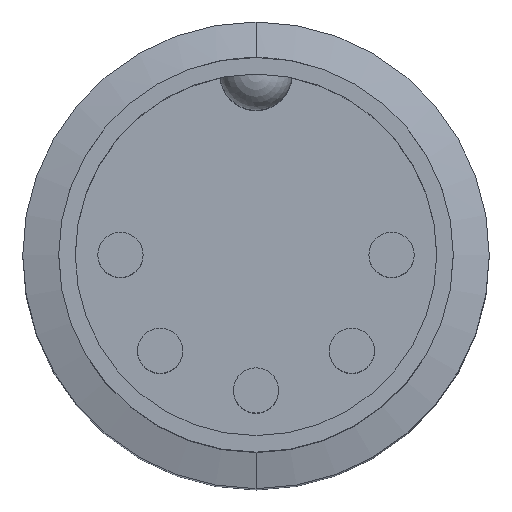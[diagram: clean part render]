
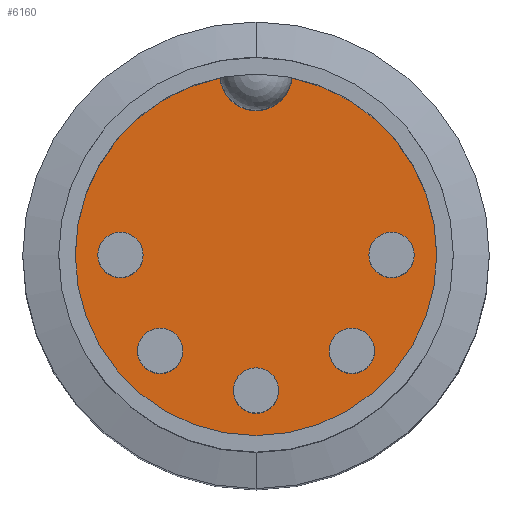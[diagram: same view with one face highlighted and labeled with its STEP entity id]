
A CAD part, top view. The second image highlights one B-rep face of the part: STEP entity #6160.
In plain terms, the highlighted planar face has unit normal (0, 0, 1).
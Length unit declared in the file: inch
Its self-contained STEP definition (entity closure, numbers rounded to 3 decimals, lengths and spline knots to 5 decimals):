
#37 = DIRECTION ( 'NONE',  ( 1., 0., 0. ) ) ;
#38 = DIRECTION ( 'NONE',  ( 1., 0., 0. ) ) ;
#54 = CIRCLE ( 'NONE', #6009, 0.23622 ) ;
#82 = EDGE_CURVE ( 'NONE', #3405, #4533, #3165, .T. ) ;
#105 = CARTESIAN_POINT ( 'NONE',  ( 0., 0.30492, -0.35394 ) ) ;
#133 = DIRECTION ( 'NONE',  ( 0., 0., 1. ) ) ;
#169 = CARTESIAN_POINT ( 'NONE',  ( 0., 0., -0.35394 ) ) ;
#172 = CARTESIAN_POINT ( 'NONE',  ( -0.14764, 0., -0.35394 ) ) ;
#222 = EDGE_LOOP ( 'NONE', ( #265, #603 ) ) ;
#265 = ORIENTED_EDGE ( 'NONE', *, *, #82, .F. ) ;
#353 = EDGE_CURVE ( 'NONE', #1657, #1523, #4319, .T. ) ;
#528 = VERTEX_POINT ( 'NONE', #6166 ) ;
#529 = CARTESIAN_POINT ( 'NONE',  ( 0., 0.23622, -0.35394 ) ) ;
#603 = ORIENTED_EDGE ( 'NONE', *, *, #2996, .F. ) ;
#645 = DIRECTION ( 'NONE',  ( 0., 0., 1. ) ) ;
#657 = DIRECTION ( 'NONE',  ( 0., 0., 1. ) ) ;
#685 = DIRECTION ( 'NONE',  ( 1., 0., 0. ) ) ;
#697 = ORIENTED_EDGE ( 'NONE', *, *, #6306, .T. ) ;
#768 = VERTEX_POINT ( 'NONE', #1024 ) ;
#786 = ORIENTED_EDGE ( 'NONE', *, *, #3402, .F. ) ;
#895 = AXIS2_PLACEMENT_3D ( 'NONE', #169, #133, #5146 ) ;
#919 = AXIS2_PLACEMENT_3D ( 'NONE', #5748, #6841, #1278 ) ;
#1024 = CARTESIAN_POINT ( 'NONE',  ( -0.09575, -0.12527, -0.35394 ) ) ;
#1027 = EDGE_LOOP ( 'NONE', ( #786, #5806 ) ) ;
#1161 = DIRECTION ( 'NONE',  ( 0., -1., 0. ) ) ;
#1190 = DIRECTION ( 'NONE',  ( 0., 0., 1. ) ) ;
#1263 = DIRECTION ( 'NONE',  ( 1., 0., 0. ) ) ;
#1266 = DIRECTION ( 'NONE',  ( 1., 0., 0. ) ) ;
#1278 = DIRECTION ( 'NONE',  ( 1., 0., 0. ) ) ;
#1378 = CARTESIAN_POINT ( 'NONE',  ( -0.02953, -0.17717, -0.35394 ) ) ;
#1424 = DIRECTION ( 'NONE',  ( 0., 0., 1. ) ) ;
#1523 = VERTEX_POINT ( 'NONE', #6837 ) ;
#1576 = VERTEX_POINT ( 'NONE', #4026 ) ;
#1627 = FACE_BOUND ( 'NONE', #6849, .T. ) ;
#1657 = VERTEX_POINT ( 'NONE', #4973 ) ;
#1704 = PLANE ( 'NONE',  #5934 ) ;
#1729 = VERTEX_POINT ( 'NONE', #6176 ) ;
#1753 = CARTESIAN_POINT ( 'NONE',  ( 0., 0., -0.35394 ) ) ;
#1777 = EDGE_CURVE ( 'NONE', #2904, #5609, #4102, .T. ) ;
#1884 = CARTESIAN_POINT ( 'NONE',  ( 0., 0., -0.35394 ) ) ;
#1912 = EDGE_CURVE ( 'NONE', #5609, #2904, #2732, .T. ) ;
#2022 = CIRCLE ( 'NONE', #2043, 0.02953 ) ;
#2043 = AXIS2_PLACEMENT_3D ( 'NONE', #4502, #4613, #3999 ) ;
#2052 = EDGE_CURVE ( 'NONE', #6661, #1729, #5517, .T. ) ;
#2253 = AXIS2_PLACEMENT_3D ( 'NONE', #2811, #4451, #37 ) ;
#2276 = ORIENTED_EDGE ( 'NONE', *, *, #3711, .F. ) ;
#2296 = CIRCLE ( 'NONE', #6955, 0.04724 ) ;
#2374 = AXIS2_PLACEMENT_3D ( 'NONE', #6314, #6456, #7220 ) ;
#2395 = EDGE_CURVE ( 'NONE', #1729, #6661, #6447, .T. ) ;
#2502 = AXIS2_PLACEMENT_3D ( 'NONE', #4524, #657, #1263 ) ;
#2519 = CIRCLE ( 'NONE', #5199, 0.02953 ) ;
#2520 = ORIENTED_EDGE ( 'NONE', *, *, #2052, .F. ) ;
#2732 = CIRCLE ( 'NONE', #2253, 0.02953 ) ;
#2741 = DIRECTION ( 'NONE',  ( 0., 0., 1. ) ) ;
#2746 = AXIS2_PLACEMENT_3D ( 'NONE', #6113, #3254, #5581 ) ;
#2806 = FACE_BOUND ( 'NONE', #6723, .T. ) ;
#2811 = CARTESIAN_POINT ( 'NONE',  ( 0.12527, -0.12527, -0.35394 ) ) ;
#2874 = CIRCLE ( 'NONE', #5893, 0.02953 ) ;
#2904 = VERTEX_POINT ( 'NONE', #4625 ) ;
#2914 = EDGE_CURVE ( 'NONE', #528, #1657, #54, .T. ) ;
#2996 = EDGE_CURVE ( 'NONE', #4533, #3405, #2874, .T. ) ;
#3083 = AXIS2_PLACEMENT_3D ( 'NONE', #3627, #5230, #1266 ) ;
#3165 = CIRCLE ( 'NONE', #919, 0.02953 ) ;
#3238 = CIRCLE ( 'NONE', #3804, 0.02953 ) ;
#3254 = DIRECTION ( 'NONE',  ( 0., 0., 1. ) ) ;
#3294 = CARTESIAN_POINT ( 'NONE',  ( -0.12527, -0.12527, -0.35394 ) ) ;
#3369 = EDGE_CURVE ( 'NONE', #6889, #1576, #2022, .T. ) ;
#3402 = EDGE_CURVE ( 'NONE', #5129, #768, #2519, .T. ) ;
#3405 = VERTEX_POINT ( 'NONE', #4137 ) ;
#3463 = CARTESIAN_POINT ( 'NONE',  ( 0.20669, 0., -0.35394 ) ) ;
#3627 = CARTESIAN_POINT ( 'NONE',  ( 0.12527, -0.12527, -0.35394 ) ) ;
#3711 = EDGE_CURVE ( 'NONE', #1576, #6889, #4713, .T. ) ;
#3745 = AXIS2_PLACEMENT_3D ( 'NONE', #1753, #5054, #38 ) ;
#3804 = AXIS2_PLACEMENT_3D ( 'NONE', #3294, #2741, #4945 ) ;
#3833 = EDGE_LOOP ( 'NONE', ( #5949, #2520 ) ) ;
#3869 = FACE_BOUND ( 'NONE', #3833, .T. ) ;
#3897 = DIRECTION ( 'NONE',  ( 0., 0., -1. ) ) ;
#3981 = FACE_BOUND ( 'NONE', #222, .T. ) ;
#3999 = DIRECTION ( 'NONE',  ( 1., 0., 0. ) ) ;
#4026 = CARTESIAN_POINT ( 'NONE',  ( 0.02953, -0.17717, -0.35394 ) ) ;
#4102 = CIRCLE ( 'NONE', #3083, 0.02953 ) ;
#4137 = CARTESIAN_POINT ( 'NONE',  ( -0.20669, 0., -0.35394 ) ) ;
#4161 = ORIENTED_EDGE ( 'NONE', *, *, #353, .T. ) ;
#4204 = DIRECTION ( 'NONE',  ( 1., 0., 0. ) ) ;
#4218 = ORIENTED_EDGE ( 'NONE', *, *, #1912, .F. ) ;
#4319 = CIRCLE ( 'NONE', #3745, 0.23622 ) ;
#4383 = CARTESIAN_POINT ( 'NONE',  ( -0.1548, -0.12527, -0.35394 ) ) ;
#4451 = DIRECTION ( 'NONE',  ( 0., 0., 1. ) ) ;
#4478 = FACE_OUTER_BOUND ( 'NONE', #6110, .T. ) ;
#4502 = CARTESIAN_POINT ( 'NONE',  ( 0., -0.17717, -0.35394 ) ) ;
#4524 = CARTESIAN_POINT ( 'NONE',  ( 0., -0.17717, -0.35394 ) ) ;
#4533 = VERTEX_POINT ( 'NONE', #172 ) ;
#4607 = VERTEX_POINT ( 'NONE', #7203 ) ;
#4613 = DIRECTION ( 'NONE',  ( 0., 0., 1. ) ) ;
#4622 = EDGE_CURVE ( 'NONE', #768, #5129, #3238, .T. ) ;
#4625 = CARTESIAN_POINT ( 'NONE',  ( 0.1548, -0.12527, -0.35394 ) ) ;
#4713 = CIRCLE ( 'NONE', #2502, 0.02953 ) ;
#4945 = DIRECTION ( 'NONE',  ( 1., 0., 0. ) ) ;
#4973 = CARTESIAN_POINT ( 'NONE',  ( 0.23622, 0., -0.35394 ) ) ;
#5008 = DIRECTION ( 'NONE',  ( 0., 0., 1. ) ) ;
#5054 = DIRECTION ( 'NONE',  ( 0., 0., 1. ) ) ;
#5129 = VERTEX_POINT ( 'NONE', #4383 ) ;
#5146 = DIRECTION ( 'NONE',  ( 1., 0., 0. ) ) ;
#5199 = AXIS2_PLACEMENT_3D ( 'NONE', #6505, #1424, #4204 ) ;
#5230 = DIRECTION ( 'NONE',  ( 0., 0., 1. ) ) ;
#5380 = ORIENTED_EDGE ( 'NONE', *, *, #6358, .T. ) ;
#5517 = CIRCLE ( 'NONE', #2374, 0.02953 ) ;
#5581 = DIRECTION ( 'NONE',  ( 1., 0., 0. ) ) ;
#5583 = CARTESIAN_POINT ( 'NONE',  ( 0.09575, -0.12527, -0.35394 ) ) ;
#5609 = VERTEX_POINT ( 'NONE', #5583 ) ;
#5748 = CARTESIAN_POINT ( 'NONE',  ( -0.17717, 0., -0.35394 ) ) ;
#5760 = DIRECTION ( 'NONE',  ( 1., 0., 0. ) ) ;
#5806 = ORIENTED_EDGE ( 'NONE', *, *, #4622, .F. ) ;
#5893 = AXIS2_PLACEMENT_3D ( 'NONE', #6774, #645, #685 ) ;
#5934 = AXIS2_PLACEMENT_3D ( 'NONE', #105, #5008, #1161 ) ;
#5949 = ORIENTED_EDGE ( 'NONE', *, *, #2395, .F. ) ;
#6009 = AXIS2_PLACEMENT_3D ( 'NONE', #1884, #1190, #5760 ) ;
#6110 = EDGE_LOOP ( 'NONE', ( #697, #5380, #7089, #4161 ) ) ;
#6113 = CARTESIAN_POINT ( 'NONE',  ( 0.17717, 0., -0.35394 ) ) ;
#6123 = DIRECTION ( 'NONE',  ( 0., -1., 0. ) ) ;
#6132 = FACE_BOUND ( 'NONE', #1027, .T. ) ;
#6160 = ADVANCED_FACE ( 'NONE', ( #2806, #6132, #4478, #3981, #1627, #3869 ), #1704, .T. ) ;
#6166 = CARTESIAN_POINT ( 'NONE',  ( -0.23622, 0., -0.35394 ) ) ;
#6176 = CARTESIAN_POINT ( 'NONE',  ( 0.14764, 0., -0.35394 ) ) ;
#6203 = ORIENTED_EDGE ( 'NONE', *, *, #3369, .F. ) ;
#6306 = EDGE_CURVE ( 'NONE', #1523, #4607, #2296, .T. ) ;
#6314 = CARTESIAN_POINT ( 'NONE',  ( 0.17717, 0., -0.35394 ) ) ;
#6358 = EDGE_CURVE ( 'NONE', #4607, #528, #7062, .T. ) ;
#6447 = CIRCLE ( 'NONE', #2746, 0.02953 ) ;
#6456 = DIRECTION ( 'NONE',  ( 0., 0., 1. ) ) ;
#6481 = ORIENTED_EDGE ( 'NONE', *, *, #1777, .F. ) ;
#6505 = CARTESIAN_POINT ( 'NONE',  ( -0.12527, -0.12527, -0.35394 ) ) ;
#6661 = VERTEX_POINT ( 'NONE', #3463 ) ;
#6723 = EDGE_LOOP ( 'NONE', ( #4218, #6481 ) ) ;
#6774 = CARTESIAN_POINT ( 'NONE',  ( -0.17717, 0., -0.35394 ) ) ;
#6837 = CARTESIAN_POINT ( 'NONE',  ( 0.04701, 0.2315, -0.35394 ) ) ;
#6841 = DIRECTION ( 'NONE',  ( 0., 0., 1. ) ) ;
#6849 = EDGE_LOOP ( 'NONE', ( #6203, #2276 ) ) ;
#6889 = VERTEX_POINT ( 'NONE', #1378 ) ;
#6955 = AXIS2_PLACEMENT_3D ( 'NONE', #529, #3897, #6123 ) ;
#7062 = CIRCLE ( 'NONE', #895, 0.23622 ) ;
#7089 = ORIENTED_EDGE ( 'NONE', *, *, #2914, .T. ) ;
#7203 = CARTESIAN_POINT ( 'NONE',  ( -0.04701, 0.2315, -0.35394 ) ) ;
#7220 = DIRECTION ( 'NONE',  ( 1., 0., 0. ) ) ;
